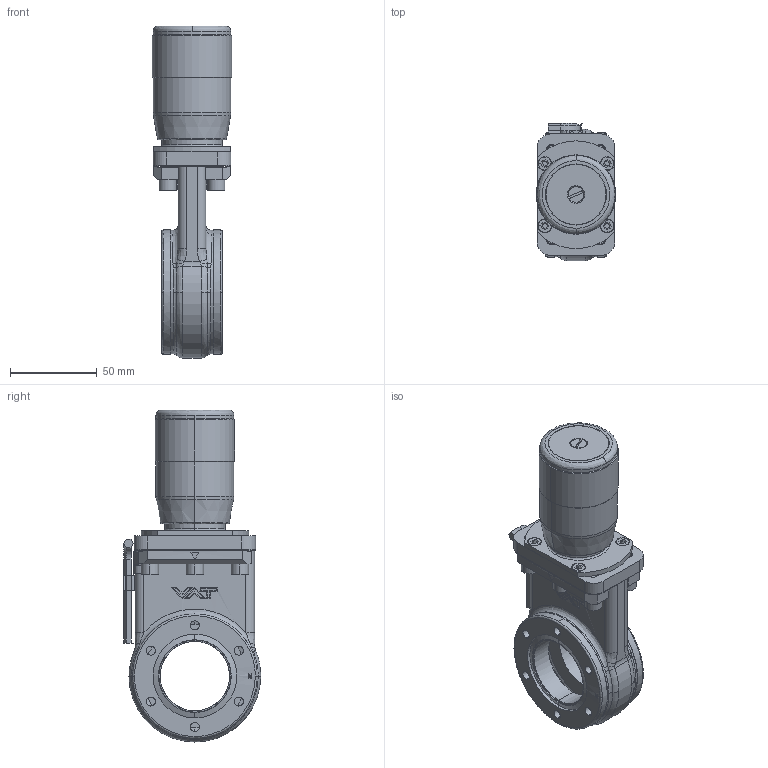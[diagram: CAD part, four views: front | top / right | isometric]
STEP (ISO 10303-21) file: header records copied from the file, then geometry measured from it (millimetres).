
FILE_DESCRIPTION (( 'STEP AP214' ), '1' );
FILE_NAME ('PFF51031.step', '2017-07-10T11:44:57', ( 'install' ), ( '' ), 'SwSTEP 2.0', 'SolidWorks 2015', '' );
FILE_SCHEMA (( 'AUTOMOTIVE_DESIGN' ));
Length unit declared in the file: millimetre
Products named in the file (1): PFF51031
Bounding box: 45.8 x 79.47 x 191.82 mm (x, y, z)
Surface area: 64114.1 mm2 (no closed solid volume)
Topology: 0 solids, 32 shells, 524 faces, 1560 edges, 1070 vertices
Faces by surface type: plane 281, cylinder 134, bspline 67, cone 42
Entity records: 25094 total; most frequent: CARTESIAN_POINT 11455, ORIENTED_EDGE 2709, DIRECTION 2540, EDGE_CURVE 1536, VERTEX_POINT 1064, AXIS2_PLACEMENT_3D 854, VECTOR 832, LINE 832
